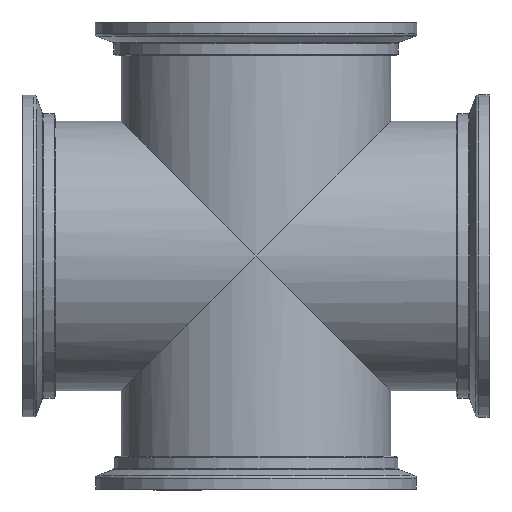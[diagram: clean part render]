
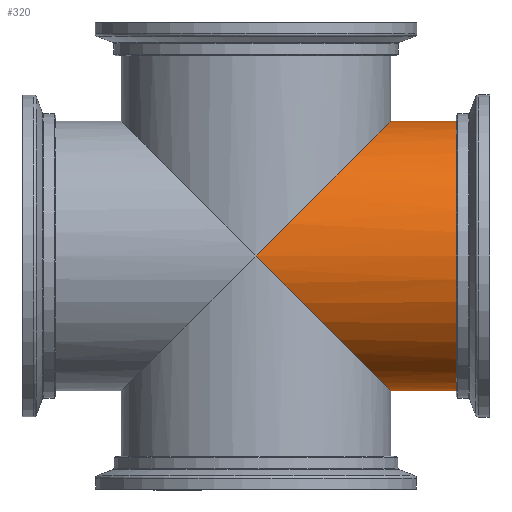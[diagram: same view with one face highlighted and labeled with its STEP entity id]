
A CAD part, front view. The second image highlights one B-rep face of the part: STEP entity #320.
In plain terms, the highlighted cylindrical face has radius 79.5 mm (diameter 159 mm), a full revolution.
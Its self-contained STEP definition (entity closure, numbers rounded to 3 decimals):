
#60=ELLIPSE('',#381,112.43,79.5);
#61=ELLIPSE('',#382,112.43,79.5);
#70=ORIENTED_EDGE('',*,*,#130,.T.);
#71=ORIENTED_EDGE('',*,*,#131,.F.);
#72=ORIENTED_EDGE('',*,*,#132,.F.);
#130=EDGE_CURVE('',#158,#158,#182,.T.);
#131=EDGE_CURVE('',#159,#160,#60,.T.);
#132=EDGE_CURVE('',#160,#159,#61,.T.);
#158=VERTEX_POINT('',#571);
#159=VERTEX_POINT('',#573);
#160=VERTEX_POINT('',#574);
#182=CIRCLE('',#380,79.5);
#206=EDGE_LOOP('',(#70));
#207=EDGE_LOOP('',(#71,#72));
#258=FACE_BOUND('',#206,.T.);
#259=FACE_BOUND('',#207,.T.);
#308=CYLINDRICAL_SURFACE('',#379,79.5);
#320=ADVANCED_FACE('',(#258,#259),#308,.T.);
#379=AXIS2_PLACEMENT_3D('',#569,#450,#451);
#380=AXIS2_PLACEMENT_3D('',#570,#452,#453);
#381=AXIS2_PLACEMENT_3D('',#572,#454,#455);
#382=AXIS2_PLACEMENT_3D('',#575,#456,#457);
#450=DIRECTION('',(-1.,0.,0.));
#451=DIRECTION('',(0.,0.,1.));
#452=DIRECTION('',(-1.,0.,0.));
#453=DIRECTION('',(0.,0.,1.));
#454=DIRECTION('',(-0.707,0.,0.707));
#455=DIRECTION('',(-0.707,0.,-0.707));
#456=DIRECTION('',(-0.707,0.,-0.707));
#457=DIRECTION('',(-0.707,0.,0.707));
#569=CARTESIAN_POINT('',(0.,0.,0.));
#570=CARTESIAN_POINT('',(123.,0.,0.));
#571=CARTESIAN_POINT('',(123.,0.,79.5));
#572=CARTESIAN_POINT('',(0.,0.,0.));
#573=CARTESIAN_POINT('',(0.,-79.5,0.));
#574=CARTESIAN_POINT('',(0.,79.5,0.));
#575=CARTESIAN_POINT('',(0.,0.,0.));
